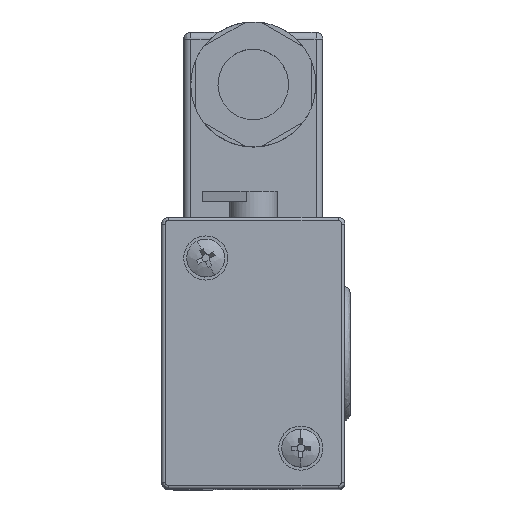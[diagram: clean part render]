
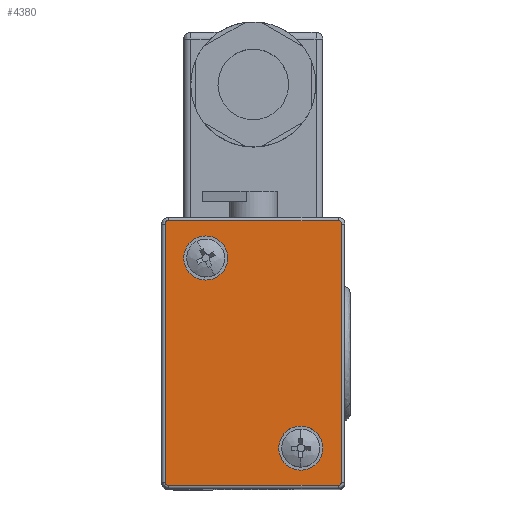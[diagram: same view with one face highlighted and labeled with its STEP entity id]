
A CAD part, top view. The second image highlights one B-rep face of the part: STEP entity #4380.
In plain terms, the highlighted planar face has unit normal (0, 0, 1).
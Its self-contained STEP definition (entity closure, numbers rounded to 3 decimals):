
#121 = FACE_BOUND ( 'NONE', #12168, .T. ) ;
#175 = VERTEX_POINT ( 'NONE', #7939 ) ;
#470 = VERTEX_POINT ( 'NONE', #11511 ) ;
#524 = CARTESIAN_POINT ( 'NONE',  ( -19.257, -15.937, 39. ) ) ;
#1092 = VECTOR ( 'NONE', #11610, 1000. ) ;
#1118 = CARTESIAN_POINT ( 'NONE',  ( -18.757, 22.563, 39. ) ) ;
#1213 = ORIENTED_EDGE ( 'NONE', *, *, #11478, .F. ) ;
#1274 = ORIENTED_EDGE ( 'NONE', *, *, #4932, .F. ) ;
#1315 = VERTEX_POINT ( 'NONE', #4512 ) ;
#1453 = CARTESIAN_POINT ( 'NONE',  ( -19.257, 22.063, 39. ) ) ;
#1777 = CARTESIAN_POINT ( 'NONE',  ( 6.243, 22.563, 39. ) ) ;
#1916 = CIRCLE ( 'NONE', #7961, 3.25 ) ;
#2322 = VERTEX_POINT ( 'NONE', #1453 ) ;
#2342 = ORIENTED_EDGE ( 'NONE', *, *, #6009, .F. ) ;
#2577 = FACE_BOUND ( 'NONE', #10659, .T. ) ;
#2611 = EDGE_CURVE ( 'NONE', #6739, #175, #7220, .T. ) ;
#2776 = CARTESIAN_POINT ( 'NONE',  ( 6.743, 22.063, 39. ) ) ;
#2885 = EDGE_CURVE ( 'NONE', #3914, #2322, #3195, .T. ) ;
#2903 = FACE_OUTER_BOUND ( 'NONE', #11100, .T. ) ;
#3195 = LINE ( 'NONE', #12049, #5607 ) ;
#3218 = EDGE_CURVE ( 'NONE', #12267, #3914, #5379, .T. ) ;
#3226 = DIRECTION ( 'NONE',  ( 1., 0., 0. ) ) ;
#3236 = DIRECTION ( 'NONE',  ( 0., 0., 1. ) ) ;
#3257 = CARTESIAN_POINT ( 'NONE',  ( 0.743, -10.937, 39. ) ) ;
#3477 = ORIENTED_EDGE ( 'NONE', *, *, #10615, .F. ) ;
#3552 = CARTESIAN_POINT ( 'NONE',  ( -18.757, -16.437, 39. ) ) ;
#3571 = CARTESIAN_POINT ( 'NONE',  ( -19.05, -16.437, 39. ) ) ;
#3759 = PLANE ( 'NONE',  #10100 ) ;
#3855 = DIRECTION ( 'NONE',  ( 0., -1., 0. ) ) ;
#3862 = DIRECTION ( 'NONE',  ( 0., 1., 0. ) ) ;
#3914 = VERTEX_POINT ( 'NONE', #6179 ) ;
#4314 =( BOUNDED_CURVE ( )  B_SPLINE_CURVE ( 3, ( #13461, #13368, #12425, #12378 ),
 .UNSPECIFIED., .F., .T. ) 
 B_SPLINE_CURVE_WITH_KNOTS ( ( 4, 4 ),
 ( 0., 1. ),
 .UNSPECIFIED. ) 
 CURVE ( )  GEOMETRIC_REPRESENTATION_ITEM ( )  RATIONAL_B_SPLINE_CURVE ( ( 1., 0.805, 0.805, 1. ) ) 
 REPRESENTATION_ITEM ( '' )  );
#4380 = ADVANCED_FACE ( 'NONE', ( #121, #2577, #2903 ), #3759, .F. ) ;
#4455 = CARTESIAN_POINT ( 'NONE',  ( -6.257, 3.063, 39. ) ) ;
#4512 = CARTESIAN_POINT ( 'NONE',  ( 3.993, -10.937, 39. ) ) ;
#4522 = CARTESIAN_POINT ( 'NONE',  ( 6.243, -16.437, 39. ) ) ;
#4559 = CARTESIAN_POINT ( 'NONE',  ( 6.536, -16.437, 39. ) ) ;
#4575 = DIRECTION ( 'NONE',  ( 1., 0., 0. ) ) ;
#4602 = DIRECTION ( 'NONE',  ( 0., 0., 1. ) ) ;
#4626 = CARTESIAN_POINT ( 'NONE',  ( 0.743, -10.937, 39. ) ) ;
#4632 = CARTESIAN_POINT ( 'NONE',  ( -10.007, 17.063, 39. ) ) ;
#4657 = ORIENTED_EDGE ( 'NONE', *, *, #2885, .F. ) ;
#4722 = CARTESIAN_POINT ( 'NONE',  ( 6.743, 3.063, 39. ) ) ;
#4791 = CARTESIAN_POINT ( 'NONE',  ( 6.243, -16.437, 39. ) ) ;
#4824 = CARTESIAN_POINT ( 'NONE',  ( 6.743, -16.23, 39. ) ) ;
#4838 = CARTESIAN_POINT ( 'NONE',  ( 6.536, 22.563, 39. ) ) ;
#4905 = CARTESIAN_POINT ( 'NONE',  ( 6.743, -15.937, 39. ) ) ;
#4932 = EDGE_CURVE ( 'NONE', #11701, #5105, #1916, .T. ) ;
#4988 = EDGE_CURVE ( 'NONE', #7514, #6739, #9184, .T. ) ;
#5105 = VERTEX_POINT ( 'NONE', #8813 ) ;
#5156 = CARTESIAN_POINT ( 'NONE',  ( -13.257, 17.063, 39. ) ) ;
#5180 = DIRECTION ( 'NONE',  ( 0., 0., 1. ) ) ;
#5194 = DIRECTION ( 'NONE',  ( 1., 0., 0. ) ) ;
#5223 = DIRECTION ( 'NONE',  ( 0., 0., -1. ) ) ;
#5264 = DIRECTION ( 'NONE',  ( -1., 0., 0. ) ) ;
#5379 =( BOUNDED_CURVE ( )  B_SPLINE_CURVE ( 3, ( #10932, #3571, #13001, #524 ),
 .UNSPECIFIED., .F., .T. ) 
 B_SPLINE_CURVE_WITH_KNOTS ( ( 4, 4 ),
 ( 0., 1. ),
 .UNSPECIFIED. ) 
 CURVE ( )  GEOMETRIC_REPRESENTATION_ITEM ( )  RATIONAL_B_SPLINE_CURVE ( ( 1., 0.805, 0.805, 1. ) ) 
 REPRESENTATION_ITEM ( '' )  );
#5448 = CIRCLE ( 'NONE', #9299, 3.25 ) ;
#5607 = VECTOR ( 'NONE', #3862, 1000. ) ;
#5688 = DIRECTION ( 'NONE',  ( 1., 0., 0. ) ) ;
#5701 = CARTESIAN_POINT ( 'NONE',  ( -6.257, 22.563, 39. ) ) ;
#5835 = AXIS2_PLACEMENT_3D ( 'NONE', #4626, #4602, #4575 ) ;
#5909 = EDGE_CURVE ( 'NONE', #10636, #1315, #9159, .T. ) ;
#5913 = VERTEX_POINT ( 'NONE', #4791 ) ;
#6009 = EDGE_CURVE ( 'NONE', #1315, #10636, #5448, .T. ) ;
#6179 = CARTESIAN_POINT ( 'NONE',  ( -19.257, -15.937, 39. ) ) ;
#6677 = ORIENTED_EDGE ( 'NONE', *, *, #2611, .F. ) ;
#6739 = VERTEX_POINT ( 'NONE', #12591 ) ;
#6932 = LINE ( 'NONE', #11916, #1092 ) ;
#7220 =( BOUNDED_CURVE ( )  B_SPLINE_CURVE ( 3, ( #1777, #4838, #10007, #2776 ),
 .UNSPECIFIED., .F., .T. ) 
 B_SPLINE_CURVE_WITH_KNOTS ( ( 4, 4 ),
 ( 0., 1. ),
 .UNSPECIFIED. ) 
 CURVE ( )  GEOMETRIC_REPRESENTATION_ITEM ( )  RATIONAL_B_SPLINE_CURVE ( ( 1., 0.805, 0.805, 1. ) ) 
 REPRESENTATION_ITEM ( '' )  );
#7514 = VERTEX_POINT ( 'NONE', #1118 ) ;
#7939 = CARTESIAN_POINT ( 'NONE',  ( 6.743, 22.063, 39. ) ) ;
#7961 = AXIS2_PLACEMENT_3D ( 'NONE', #5156, #5180, #5194 ) ;
#8281 = ORIENTED_EDGE ( 'NONE', *, *, #3218, .F. ) ;
#8376 = CIRCLE ( 'NONE', #11995, 3.25 ) ;
#8502 = VECTOR ( 'NONE', #3855, 1000. ) ;
#8689 = EDGE_CURVE ( 'NONE', #5913, #12267, #6932, .T. ) ;
#8813 = CARTESIAN_POINT ( 'NONE',  ( -16.507, 17.063, 39. ) ) ;
#8930 = ORIENTED_EDGE ( 'NONE', *, *, #9314, .F. ) ;
#9159 = CIRCLE ( 'NONE', #5835, 3.25 ) ;
#9184 = LINE ( 'NONE', #5701, #12002 ) ;
#9299 = AXIS2_PLACEMENT_3D ( 'NONE', #3257, #3236, #3226 ) ;
#9314 = EDGE_CURVE ( 'NONE', #5105, #11701, #8376, .T. ) ;
#10007 = CARTESIAN_POINT ( 'NONE',  ( 6.743, 22.356, 39. ) ) ;
#10100 = AXIS2_PLACEMENT_3D ( 'NONE', #4455, #5223, #5264 ) ;
#10567 = ORIENTED_EDGE ( 'NONE', *, *, #10745, .F. ) ;
#10615 = EDGE_CURVE ( 'NONE', #2322, #7514, #4314, .T. ) ;
#10631 =( BOUNDED_CURVE ( )  B_SPLINE_CURVE ( 3, ( #4905, #4824, #4559, #4522 ),
 .UNSPECIFIED., .F., .T. ) 
 B_SPLINE_CURVE_WITH_KNOTS ( ( 4, 4 ),
 ( 0., 1. ),
 .UNSPECIFIED. ) 
 CURVE ( )  GEOMETRIC_REPRESENTATION_ITEM ( )  RATIONAL_B_SPLINE_CURVE ( ( 1., 0.805, 0.805, 1. ) ) 
 REPRESENTATION_ITEM ( '' )  );
#10636 = VERTEX_POINT ( 'NONE', #11266 ) ;
#10659 = EDGE_LOOP ( 'NONE', ( #1274, #8930 ) ) ;
#10745 = EDGE_CURVE ( 'NONE', #175, #470, #11303, .T. ) ;
#10932 = CARTESIAN_POINT ( 'NONE',  ( -18.757, -16.437, 39. ) ) ;
#11100 = EDGE_LOOP ( 'NONE', ( #10567, #6677, #13372, #3477, #4657, #8281, #11741, #1213 ) ) ;
#11266 = CARTESIAN_POINT ( 'NONE',  ( -2.507, -10.937, 39. ) ) ;
#11303 = LINE ( 'NONE', #4722, #8502 ) ;
#11478 = EDGE_CURVE ( 'NONE', #470, #5913, #10631, .T. ) ;
#11511 = CARTESIAN_POINT ( 'NONE',  ( 6.743, -15.937, 39. ) ) ;
#11601 = DIRECTION ( 'NONE',  ( 1., 0., 0. ) ) ;
#11610 = DIRECTION ( 'NONE',  ( -1., 0., 0. ) ) ;
#11625 = DIRECTION ( 'NONE',  ( 0., 0., 1. ) ) ;
#11644 = CARTESIAN_POINT ( 'NONE',  ( -13.257, 17.063, 39. ) ) ;
#11701 = VERTEX_POINT ( 'NONE', #4632 ) ;
#11741 = ORIENTED_EDGE ( 'NONE', *, *, #8689, .F. ) ;
#11916 = CARTESIAN_POINT ( 'NONE',  ( -6.257, -16.437, 39. ) ) ;
#11995 = AXIS2_PLACEMENT_3D ( 'NONE', #11644, #11625, #11601 ) ;
#12002 = VECTOR ( 'NONE', #5688, 1000. ) ;
#12049 = CARTESIAN_POINT ( 'NONE',  ( -19.257, 3.063, 39. ) ) ;
#12168 = EDGE_LOOP ( 'NONE', ( #2342, #12725 ) ) ;
#12267 = VERTEX_POINT ( 'NONE', #3552 ) ;
#12378 = CARTESIAN_POINT ( 'NONE',  ( -18.757, 22.563, 39. ) ) ;
#12425 = CARTESIAN_POINT ( 'NONE',  ( -19.05, 22.563, 39. ) ) ;
#12591 = CARTESIAN_POINT ( 'NONE',  ( 6.243, 22.563, 39. ) ) ;
#12725 = ORIENTED_EDGE ( 'NONE', *, *, #5909, .F. ) ;
#13001 = CARTESIAN_POINT ( 'NONE',  ( -19.257, -16.23, 39. ) ) ;
#13368 = CARTESIAN_POINT ( 'NONE',  ( -19.257, 22.356, 39. ) ) ;
#13372 = ORIENTED_EDGE ( 'NONE', *, *, #4988, .F. ) ;
#13461 = CARTESIAN_POINT ( 'NONE',  ( -19.257, 22.063, 39. ) ) ;
